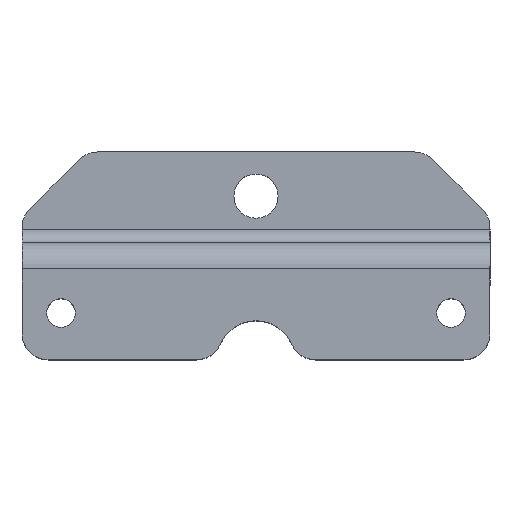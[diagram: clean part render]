
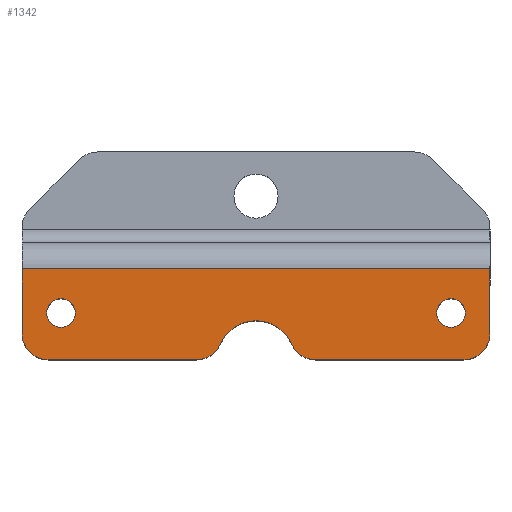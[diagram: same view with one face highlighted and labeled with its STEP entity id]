
A CAD part, top view. The second image highlights one B-rep face of the part: STEP entity #1342.
In plain terms, the highlighted planar face has unit normal (0, 0, 1).
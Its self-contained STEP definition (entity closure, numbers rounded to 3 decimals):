
#5 = LINE ( 'NONE', #231, #469 ) ;
#7 = CARTESIAN_POINT ( 'NONE',  ( 80., 10., 5. ) ) ;
#25 = DIRECTION ( 'NONE',  ( 1., 0., 0. ) ) ;
#26 = ORIENTED_EDGE ( 'NONE', *, *, #1191, .T. ) ;
#36 = CIRCLE ( 'NONE', #1129, 5.5 ) ;
#48 = DIRECTION ( 'NONE',  ( -1., 0., 0. ) ) ;
#92 = VERTEX_POINT ( 'NONE', #491 ) ;
#114 = VECTOR ( 'NONE', #310, 1000. ) ;
#116 = DIRECTION ( 'NONE',  ( 1., 0., 0. ) ) ;
#121 = ORIENTED_EDGE ( 'NONE', *, *, #815, .T. ) ;
#129 = AXIS2_PLACEMENT_3D ( 'NONE', #662, #356, #1118 ) ;
#133 = EDGE_CURVE ( 'NONE', #850, #708, #399, .T. ) ;
#142 = EDGE_CURVE ( 'NONE', #92, #725, #1119, .T. ) ;
#151 = DIRECTION ( 'NONE',  ( 0., 0., 1. ) ) ;
#168 = CARTESIAN_POINT ( 'NONE',  ( 80.5, 18., 5. ) ) ;
#171 = CARTESIAN_POINT ( 'NONE',  ( 75., 18., 5. ) ) ;
#173 = VERTEX_POINT ( 'NONE', #1032 ) ;
#182 = DIRECTION ( 'NONE',  ( -1., 0., 0. ) ) ;
#196 = EDGE_CURVE ( 'NONE', #1012, #291, #1014, .T. ) ;
#223 = AXIS2_PLACEMENT_3D ( 'NONE', #1038, #810, #1265 ) ;
#231 = CARTESIAN_POINT ( 'NONE',  ( -90., 0., 5. ) ) ;
#234 = CARTESIAN_POINT ( 'NONE',  ( 13.748, 6., 5. ) ) ;
#235 = CIRCLE ( 'NONE', #648, 10. ) ;
#259 = EDGE_LOOP ( 'NONE', ( #792, #1278 ) ) ;
#265 = DIRECTION ( 'NONE',  ( 0., 0., -1. ) ) ;
#281 = VECTOR ( 'NONE', #48, 1000. ) ;
#288 = EDGE_CURVE ( 'NONE', #1012, #708, #529, .T. ) ;
#291 = VERTEX_POINT ( 'NONE', #1268 ) ;
#300 = DIRECTION ( 'NONE',  ( 0., 0., 1. ) ) ;
#310 = DIRECTION ( 'NONE',  ( -1., 0., 0. ) ) ;
#337 = EDGE_CURVE ( 'NONE', #457, #173, #745, .T. ) ;
#356 = DIRECTION ( 'NONE',  ( 0., 0., 1. ) ) ;
#363 = EDGE_CURVE ( 'NONE', #366, #988, #1295, .T. ) ;
#366 = VERTEX_POINT ( 'NONE', #512 ) ;
#399 = LINE ( 'NONE', #690, #281 ) ;
#411 = ORIENTED_EDGE ( 'NONE', *, *, #133, .F. ) ;
#415 = VECTOR ( 'NONE', #1383, 1000. ) ;
#457 = VERTEX_POINT ( 'NONE', #1180 ) ;
#464 = ORIENTED_EDGE ( 'NONE', *, *, #973, .T. ) ;
#466 = AXIS2_PLACEMENT_3D ( 'NONE', #791, #151, #920 ) ;
#469 = VECTOR ( 'NONE', #767, 1000. ) ;
#486 = EDGE_CURVE ( 'NONE', #1404, #730, #1102, .T. ) ;
#488 = PLANE ( 'NONE',  #223 ) ;
#491 = CARTESIAN_POINT ( 'NONE',  ( 69.5, 18., 5. ) ) ;
#497 = CARTESIAN_POINT ( 'NONE',  ( -22.913, 10., 5. ) ) ;
#501 = FACE_BOUND ( 'NONE', #643, .T. ) ;
#512 = CARTESIAN_POINT ( 'NONE',  ( -22.913, 0., 5. ) ) ;
#526 = EDGE_CURVE ( 'NONE', #730, #1404, #36, .T. ) ;
#529 = CIRCLE ( 'NONE', #1110, 10. ) ;
#565 = CARTESIAN_POINT ( 'NONE',  ( -75., 18., 5. ) ) ;
#572 = VERTEX_POINT ( 'NONE', #769 ) ;
#576 = CARTESIAN_POINT ( 'NONE',  ( 22.913, 0., 5. ) ) ;
#577 = CIRCLE ( 'NONE', #1261, 5.5 ) ;
#587 = ORIENTED_EDGE ( 'NONE', *, *, #196, .F. ) ;
#588 = CARTESIAN_POINT ( 'NONE',  ( 75., 18., 5. ) ) ;
#589 = ORIENTED_EDGE ( 'NONE', *, *, #142, .T. ) ;
#599 = CIRCLE ( 'NONE', #1054, 10. ) ;
#601 = CIRCLE ( 'NONE', #1290, 10. ) ;
#604 = EDGE_CURVE ( 'NONE', #725, #92, #577, .T. ) ;
#630 = ORIENTED_EDGE ( 'NONE', *, *, #1009, .F. ) ;
#643 = EDGE_LOOP ( 'NONE', ( #1271, #589 ) ) ;
#648 = AXIS2_PLACEMENT_3D ( 'NONE', #7, #891, #116 ) ;
#652 = LINE ( 'NONE', #1078, #114 ) ;
#662 = CARTESIAN_POINT ( 'NONE',  ( -75., 18., 5. ) ) ;
#670 = AXIS2_PLACEMENT_3D ( 'NONE', #171, #265, #1039 ) ;
#690 = CARTESIAN_POINT ( 'NONE',  ( 90., 0., 5. ) ) ;
#708 = VERTEX_POINT ( 'NONE', #576 ) ;
#721 = DIRECTION ( 'NONE',  ( 0., 0., 1. ) ) ;
#725 = VERTEX_POINT ( 'NONE', #168 ) ;
#726 = CARTESIAN_POINT ( 'NONE',  ( 22.913, 10., 5. ) ) ;
#730 = VERTEX_POINT ( 'NONE', #1137 ) ;
#740 = VERTEX_POINT ( 'NONE', #1041 ) ;
#745 = LINE ( 'NONE', #945, #415 ) ;
#767 = DIRECTION ( 'NONE',  ( 0., 1., 0. ) ) ;
#769 = CARTESIAN_POINT ( 'NONE',  ( -90., 10., 5. ) ) ;
#773 = DIRECTION ( 'NONE',  ( 1., 0., 0. ) ) ;
#791 = CARTESIAN_POINT ( 'NONE',  ( 0., 0., 5. ) ) ;
#792 = ORIENTED_EDGE ( 'NONE', *, *, #526, .F. ) ;
#802 = DIRECTION ( 'NONE',  ( 0., 0., -1. ) ) ;
#810 = DIRECTION ( 'NONE',  ( 0., 0., 1. ) ) ;
#815 = EDGE_CURVE ( 'NONE', #366, #291, #601, .T. ) ;
#847 = CARTESIAN_POINT ( 'NONE',  ( -80., 0., 5. ) ) ;
#850 = VERTEX_POINT ( 'NONE', #1375 ) ;
#864 = EDGE_LOOP ( 'NONE', ( #1158, #464, #630, #26, #882, #121, #587, #956, #411, #871 ) ) ;
#871 = ORIENTED_EDGE ( 'NONE', *, *, #1018, .T. ) ;
#882 = ORIENTED_EDGE ( 'NONE', *, *, #363, .F. ) ;
#891 = DIRECTION ( 'NONE',  ( 0., 0., 1. ) ) ;
#920 = DIRECTION ( 'NONE',  ( 1., 0., 0. ) ) ;
#945 = CARTESIAN_POINT ( 'NONE',  ( 90., 0., 5. ) ) ;
#956 = ORIENTED_EDGE ( 'NONE', *, *, #288, .T. ) ;
#973 = EDGE_CURVE ( 'NONE', #173, #740, #652, .T. ) ;
#988 = VERTEX_POINT ( 'NONE', #847 ) ;
#1009 = EDGE_CURVE ( 'NONE', #572, #740, #5, .T. ) ;
#1012 = VERTEX_POINT ( 'NONE', #234 ) ;
#1014 = CIRCLE ( 'NONE', #466, 15. ) ;
#1018 = EDGE_CURVE ( 'NONE', #850, #457, #235, .T. ) ;
#1032 = CARTESIAN_POINT ( 'NONE',  ( 90., 35., 5. ) ) ;
#1035 = VECTOR ( 'NONE', #182, 1000. ) ;
#1038 = CARTESIAN_POINT ( 'NONE',  ( 90., 0., 5. ) ) ;
#1039 = DIRECTION ( 'NONE',  ( -1., 0., 0. ) ) ;
#1041 = CARTESIAN_POINT ( 'NONE',  ( -90., 35., 5. ) ) ;
#1054 = AXIS2_PLACEMENT_3D ( 'NONE', #1132, #1116, #25 ) ;
#1055 = FACE_OUTER_BOUND ( 'NONE', #864, .T. ) ;
#1078 = CARTESIAN_POINT ( 'NONE',  ( -90., 35., 5. ) ) ;
#1102 = CIRCLE ( 'NONE', #129, 5.5 ) ;
#1110 = AXIS2_PLACEMENT_3D ( 'NONE', #726, #721, #1279 ) ;
#1116 = DIRECTION ( 'NONE',  ( 0., 0., 1. ) ) ;
#1118 = DIRECTION ( 'NONE',  ( 1., 0., 0. ) ) ;
#1119 = CIRCLE ( 'NONE', #670, 5.5 ) ;
#1126 = DIRECTION ( 'NONE',  ( 0., 0., 1. ) ) ;
#1129 = AXIS2_PLACEMENT_3D ( 'NONE', #565, #1126, #773 ) ;
#1132 = CARTESIAN_POINT ( 'NONE',  ( -80., 10., 5. ) ) ;
#1137 = CARTESIAN_POINT ( 'NONE',  ( -69.5, 18., 5. ) ) ;
#1158 = ORIENTED_EDGE ( 'NONE', *, *, #337, .T. ) ;
#1180 = CARTESIAN_POINT ( 'NONE',  ( 90., 10., 5. ) ) ;
#1191 = EDGE_CURVE ( 'NONE', #572, #988, #599, .T. ) ;
#1261 = AXIS2_PLACEMENT_3D ( 'NONE', #588, #802, #1370 ) ;
#1265 = DIRECTION ( 'NONE',  ( 1., 0., 0. ) ) ;
#1268 = CARTESIAN_POINT ( 'NONE',  ( -13.748, 6., 5. ) ) ;
#1271 = ORIENTED_EDGE ( 'NONE', *, *, #604, .T. ) ;
#1278 = ORIENTED_EDGE ( 'NONE', *, *, #486, .F. ) ;
#1279 = DIRECTION ( 'NONE',  ( 1., 0., 0. ) ) ;
#1287 = CARTESIAN_POINT ( 'NONE',  ( 90., 0., 5. ) ) ;
#1290 = AXIS2_PLACEMENT_3D ( 'NONE', #497, #300, #1380 ) ;
#1295 = LINE ( 'NONE', #1287, #1035 ) ;
#1342 = ADVANCED_FACE ( 'NONE', ( #501, #1363, #1055 ), #488, .T. ) ;
#1363 = FACE_BOUND ( 'NONE', #259, .T. ) ;
#1370 = DIRECTION ( 'NONE',  ( -1., 0., 0. ) ) ;
#1375 = CARTESIAN_POINT ( 'NONE',  ( 80., 0., 5. ) ) ;
#1380 = DIRECTION ( 'NONE',  ( 1., 0., 0. ) ) ;
#1383 = DIRECTION ( 'NONE',  ( 0., 1., 0. ) ) ;
#1388 = CARTESIAN_POINT ( 'NONE',  ( -80.5, 18., 5. ) ) ;
#1404 = VERTEX_POINT ( 'NONE', #1388 ) ;
